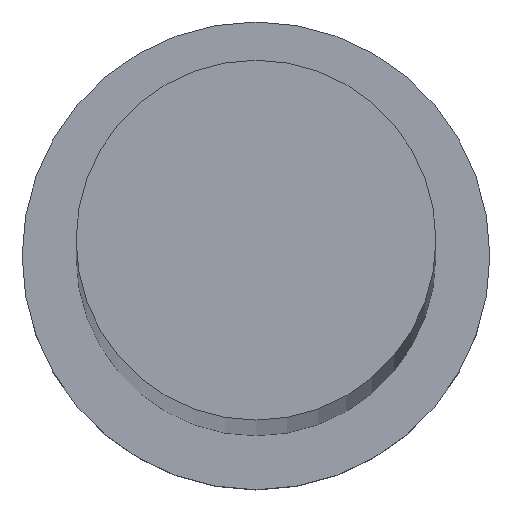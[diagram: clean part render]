
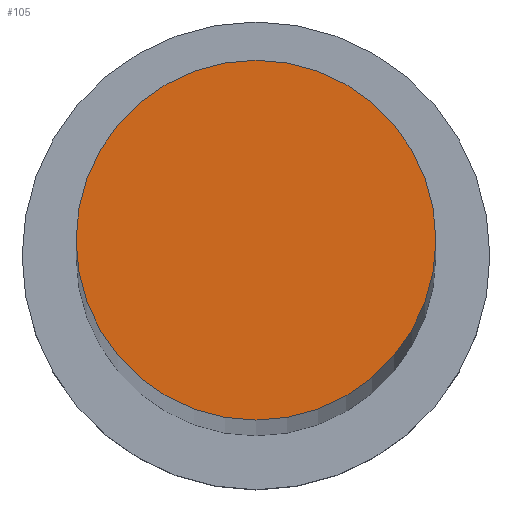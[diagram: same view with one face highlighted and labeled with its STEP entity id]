
A CAD part, top view. The second image highlights one B-rep face of the part: STEP entity #105.
In plain terms, the highlighted planar face has unit normal (0, 0, 1).
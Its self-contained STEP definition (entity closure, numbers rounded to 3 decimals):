
#7 = ORIENTED_EDGE ( 'NONE', *, *, #91, .T. ) ;
#29 = DIRECTION ( 'NONE',  ( 1., 0., 0. ) ) ;
#32 = VERTEX_POINT ( 'NONE', #40 ) ;
#40 = CARTESIAN_POINT ( 'NONE',  ( 10., 0., 508. ) ) ;
#56 = EDGE_CURVE ( 'NONE', #32, #84, #76, .T. ) ;
#61 = CARTESIAN_POINT ( 'NONE',  ( 0., 0., 508. ) ) ;
#63 = DIRECTION ( 'NONE',  ( 0., 0., 1. ) ) ;
#65 = DIRECTION ( 'NONE',  ( 1., 0., 0. ) ) ;
#76 = CIRCLE ( 'NONE', #106, 10. ) ;
#82 = CARTESIAN_POINT ( 'NONE',  ( 0., 0., 508. ) ) ;
#84 = VERTEX_POINT ( 'NONE', #236 ) ;
#91 = EDGE_CURVE ( 'NONE', #84, #32, #255, .T. ) ;
#92 = AXIS2_PLACEMENT_3D ( 'NONE', #145, #202, #65 ) ;
#105 = ADVANCED_FACE ( 'NONE', ( #190 ), #119, .T. ) ;
#106 = AXIS2_PLACEMENT_3D ( 'NONE', #82, #63, #218 ) ;
#119 = PLANE ( 'NONE',  #92 ) ;
#145 = CARTESIAN_POINT ( 'NONE',  ( 0., 0., 508. ) ) ;
#147 = DIRECTION ( 'NONE',  ( 0., 0., 1. ) ) ;
#190 = FACE_OUTER_BOUND ( 'NONE', #249, .T. ) ;
#202 = DIRECTION ( 'NONE',  ( 0., 0., 1. ) ) ;
#211 = AXIS2_PLACEMENT_3D ( 'NONE', #61, #147, #29 ) ;
#212 = ORIENTED_EDGE ( 'NONE', *, *, #56, .T. ) ;
#218 = DIRECTION ( 'NONE',  ( 1., 0., 0. ) ) ;
#236 = CARTESIAN_POINT ( 'NONE',  ( -10., 0., 508. ) ) ;
#249 = EDGE_LOOP ( 'NONE', ( #7, #212 ) ) ;
#255 = CIRCLE ( 'NONE', #211, 10. ) ;
